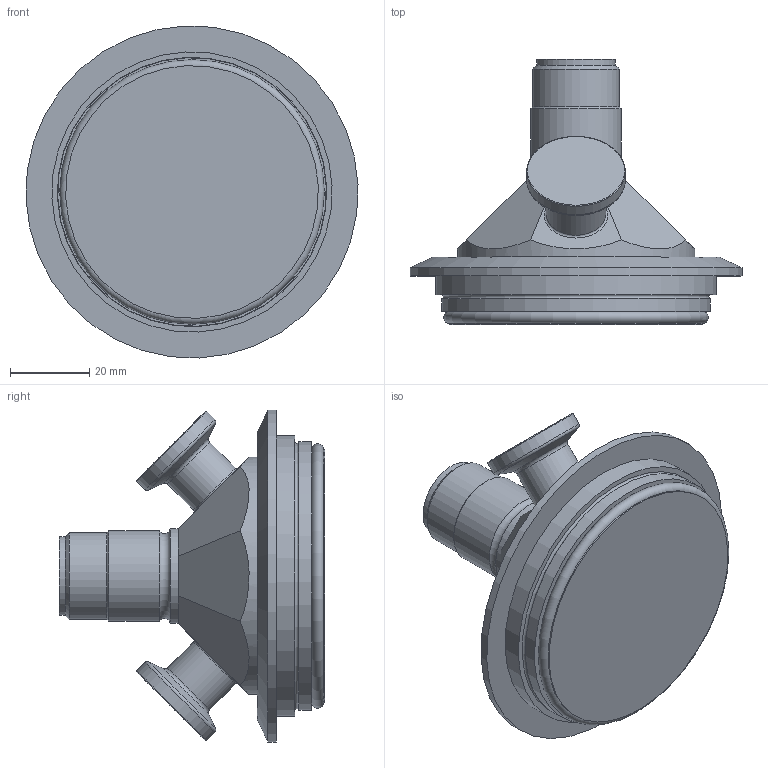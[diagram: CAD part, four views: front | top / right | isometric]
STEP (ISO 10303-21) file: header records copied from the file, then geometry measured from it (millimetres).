
FILE_DESCRIPTION(/* description */ (''),/* implementation_level */ '2;1');
FILE_NAME(/* name */ '850013.stp',/* time_stamp */ '2022-02-24T11:20:41+01:00',/* author */ ('rasmus'),/* organization */ (''),/* preprocessor_version */ 'ST-DEVELOPER v18.1',/* originating_system */ 'Autodesk Inventor 2022',/* authorisation */ '');
FILE_SCHEMA (('AUTOMOTIVE_DESIGN { 1 0 10303 214 3 1 1 }'));
Length unit declared in the file: millimetre
Products named in the file (2): 850013; 850013_Simplify_1
Assembly tree (1 placements, depth 2):
  850013
    850013_Simplify_1
Bounding box: 83.92 x 67 x 83.92 mm (x, y, z)
Volume: 155564.2 mm3; surface area: 32091.3 mm2
Topology: 4 solids, 4 shells, 60 faces, 124 edges, 79 vertices
Faces by surface type: plane 23, cylinder 17, torus 12, cone 8
Full cylindrical faces by diameter (mm): 15 x2, 20 x1, 20.5 x2, 22 x2, 23 x1, 24 x1, 25 x2, 30 x1, 60 x1, 63.9 x1, 67.9 x1, 70.85 x1, 84 x1
Entity records: 1687 total; most frequent: DIRECTION 333, CARTESIAN_POINT 266, ORIENTED_EDGE 248, AXIS2_PLACEMENT_3D 146, EDGE_CURVE 124, VERTEX_POINT 79, CIRCLE 74, EDGE_LOOP 69
